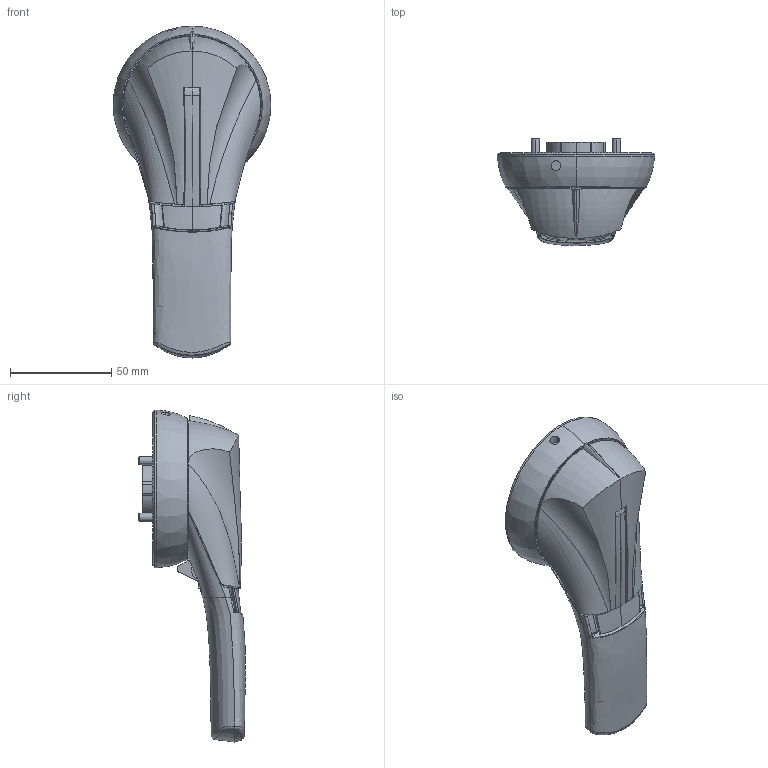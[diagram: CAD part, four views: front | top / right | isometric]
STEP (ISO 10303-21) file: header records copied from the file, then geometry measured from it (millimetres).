
FILE_DESCRIPTION (( 'STEP AP214' ), '1' );
FILE_NAME ('142I6911.step', '2016-05-09T12:14:31', ( '' ), ( '' ), 'SwSTEP 2.0', 'SolidWorks 2015', '' );
FILE_SCHEMA (( 'AUTOMOTIVE_DESIGN' ));
Length unit declared in the file: inch
Products named in the file (1): 142I6911
Bounding box: 77.98 x 52.8 x 164.02 mm (x, y, z)
Volume: 155914.4 mm3; surface area: 56335.5 mm2
Topology: 8 solids, 8 shells, 1516 faces, 4119 edges, 2731 vertices
Faces by surface type: plane 810, cylinder 548, bspline 110, cone 46, torus 2
Entity records: 173986 total; most frequent: CARTESIAN_POINT 123035, ORIENTED_EDGE 8234, DIRECTION 5227, EDGE_CURVE 4117, VERTEX_POINT 2731, LINE 2003, VECTOR 2003, B_SPLINE_CURVE_WITH_KNOTS 1905
